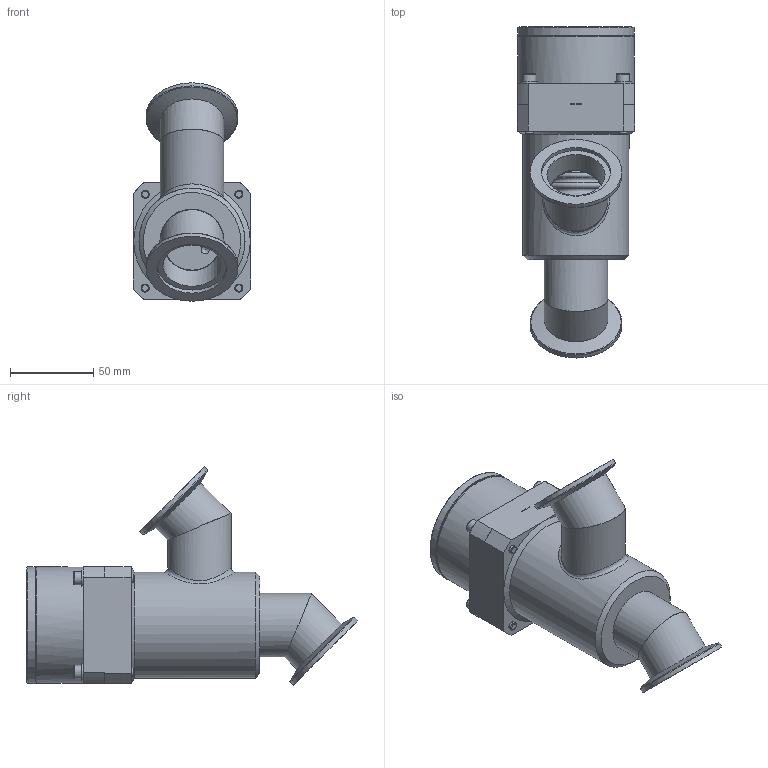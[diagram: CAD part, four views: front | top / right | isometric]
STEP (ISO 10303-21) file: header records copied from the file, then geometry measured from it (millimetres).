
FILE_DESCRIPTION((''),'2;1');
FILE_NAME('LPV1-40-IK-CNVS.ipt.stp','2013-08-14T16:16:01',(''),(''),'Autodesk Inventor 2013','Autodesk Inventor 2013','');
FILE_SCHEMA(('AUTOMOTIVE_DESIGN { 1 0 10303 214 1 1 1 1 }'));
Length unit declared in the file: inch
Products named in the file (1): LPV1-40-IK-CNVS
Bounding box: 70.1 x 198.84 x 130.77 mm (x, y, z)
Volume: 250192 mm3; surface area: 167380.6 mm2
Topology: 2 solids, 16 shells, 462 faces, 928 edges, 597 vertices
Faces by surface type: plane 224, cylinder 116, torus 69, cone 51, bspline 2
Full cylindrical faces by diameter (mm): 1.981 x1, 2.159 x4, 2.261 x1, 2.845 x4, 2.946 x4, 3.175 x2, 4.648 x4, 4.826 x8, 4.851 x2, 5.156 x8, 5.5 x4, 5.969 x1, 6.375 x1, 6.909 x1, 7.62 x2, 7.925 x4, 8.89 x1, 8.915 x1, 9.525 x3, 9.906 x1, 11.684 x1, 12.7 x1, 13.97 x1, 15.1 x1, 15.862 x1, 18.034 x2, 34.798 x4, 37.465 x1, 38.1 x4, 38.481 x1
Entity records: 11136 total; most frequent: CARTESIAN_POINT 2310, DIRECTION 1904, ORIENTED_EDGE 1300, AXIS2_PLACEMENT_3D 866, EDGE_LOOP 805, EDGE_CURVE 650, VERTEX_POINT 537, FACE_OUTER_BOUND 460
